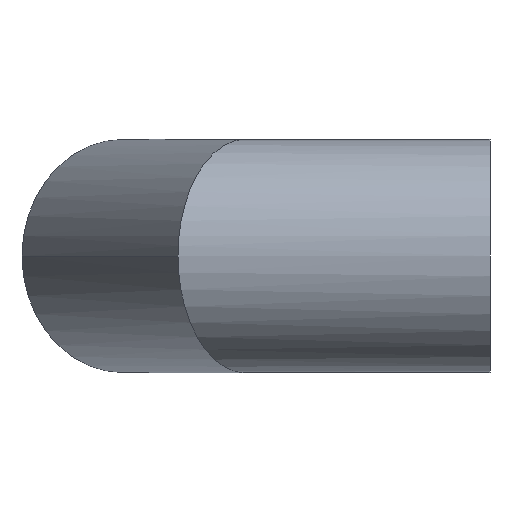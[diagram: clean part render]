
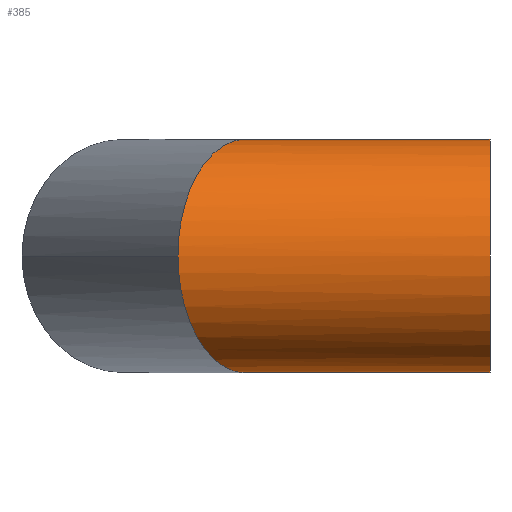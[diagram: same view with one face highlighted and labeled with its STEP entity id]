
A CAD part, left-side view. The second image highlights one B-rep face of the part: STEP entity #385.
In plain terms, the highlighted cylindrical face has radius 80 mm (diameter 160 mm), a partial arc.
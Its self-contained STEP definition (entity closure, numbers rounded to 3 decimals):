
#1 = CARTESIAN_POINT ( 'NONE',  ( 0., 0., 80. ) ) ;
#29 = EDGE_CURVE ( 'NONE', #134, #323, #72, .T. ) ;
#38 = VECTOR ( 'NONE', #101, 1000. ) ;
#43 = ORIENTED_EDGE ( 'NONE', *, *, #29, .T. ) ;
#51 = CARTESIAN_POINT ( 'NONE',  ( 0., 0., -80. ) ) ;
#56 = CARTESIAN_POINT ( 'NONE',  ( -80., 214.188, 0. ) ) ;
#72 = CIRCLE ( 'NONE', #360, 80. ) ;
#74 = CARTESIAN_POINT ( 'NONE',  ( 0., 0., 0. ) ) ;
#77 = CARTESIAN_POINT ( 'NONE',  ( -80., 214.188, 0. ) ) ;
#83 = DIRECTION ( 'NONE',  ( 0., 1., 0. ) ) ;
#90 = EDGE_LOOP ( 'NONE', ( #103, #43, #288, #352, #388 ) ) ;
#94 =( BOUNDED_CURVE ( )  B_SPLINE_CURVE ( 3, ( #329, #193, #372, #77 ),
 .UNSPECIFIED., .F., .F. ) 
 B_SPLINE_CURVE_WITH_KNOTS ( ( 4, 4 ),
 ( 4.712, 6.283 ),
 .UNSPECIFIED. ) 
 CURVE ( )  GEOMETRIC_REPRESENTATION_ITEM ( )  RATIONAL_B_SPLINE_CURVE ( ( 1., 0.805, 0.805, 1. ) ) 
 REPRESENTATION_ITEM ( '' )  );
#101 = DIRECTION ( 'NONE',  ( 0., 1., 0. ) ) ;
#103 = ORIENTED_EDGE ( 'NONE', *, *, #384, .F. ) ;
#119 = VERTEX_POINT ( 'NONE', #332 ) ;
#120 = CARTESIAN_POINT ( 'NONE',  ( -46.863, 195.056, -80. ) ) ;
#123 = VERTEX_POINT ( 'NONE', #281 ) ;
#134 = VERTEX_POINT ( 'NONE', #310 ) ;
#156 = EDGE_CURVE ( 'NONE', #353, #119, #94, .T. ) ;
#158 = AXIS2_PLACEMENT_3D ( 'NONE', #226, #83, #174 ) ;
#169 = LINE ( 'NONE', #1, #38 ) ;
#174 = DIRECTION ( 'NONE',  ( 0., 0., 1. ) ) ;
#190 = DIRECTION ( 'NONE',  ( 0., 0., 1. ) ) ;
#192 = VECTOR ( 'NONE', #376, 1000. ) ;
#193 = CARTESIAN_POINT ( 'NONE',  ( -46.863, 195.056, 80. ) ) ;
#206 =( BOUNDED_CURVE ( )  B_SPLINE_CURVE ( 3, ( #56, #314, #120, #227 ),
 .UNSPECIFIED., .F., .F. ) 
 B_SPLINE_CURVE_WITH_KNOTS ( ( 4, 4 ),
 ( 0., 1.571 ),
 .UNSPECIFIED. ) 
 CURVE ( )  GEOMETRIC_REPRESENTATION_ITEM ( )  RATIONAL_B_SPLINE_CURVE ( ( 1., 0.805, 0.805, 1. ) ) 
 REPRESENTATION_ITEM ( '' )  );
#221 = DIRECTION ( 'NONE',  ( 0., 1., 0. ) ) ;
#226 = CARTESIAN_POINT ( 'NONE',  ( 0., 0., 0. ) ) ;
#227 = CARTESIAN_POINT ( 'NONE',  ( 0., 168., -80. ) ) ;
#229 = FACE_OUTER_BOUND ( 'NONE', #90, .T. ) ;
#281 = CARTESIAN_POINT ( 'NONE',  ( 0., 168., -80. ) ) ;
#288 = ORIENTED_EDGE ( 'NONE', *, *, #302, .T. ) ;
#302 = EDGE_CURVE ( 'NONE', #323, #353, #169, .T. ) ;
#310 = CARTESIAN_POINT ( 'NONE',  ( 0., 0., -80. ) ) ;
#314 = CARTESIAN_POINT ( 'NONE',  ( -80., 214.188, -46.863 ) ) ;
#319 = CYLINDRICAL_SURFACE ( 'NONE', #158, 80. ) ;
#323 = VERTEX_POINT ( 'NONE', #380 ) ;
#329 = CARTESIAN_POINT ( 'NONE',  ( 0., 168., 80. ) ) ;
#331 = EDGE_CURVE ( 'NONE', #119, #123, #206, .T. ) ;
#332 = CARTESIAN_POINT ( 'NONE',  ( -80., 214.188, 0. ) ) ;
#352 = ORIENTED_EDGE ( 'NONE', *, *, #156, .T. ) ;
#353 = VERTEX_POINT ( 'NONE', #374 ) ;
#360 = AXIS2_PLACEMENT_3D ( 'NONE', #74, #221, #190 ) ;
#372 = CARTESIAN_POINT ( 'NONE',  ( -80., 214.188, 46.863 ) ) ;
#373 = LINE ( 'NONE', #51, #192 ) ;
#374 = CARTESIAN_POINT ( 'NONE',  ( 0., 168., 80. ) ) ;
#376 = DIRECTION ( 'NONE',  ( 0., 1., 0. ) ) ;
#380 = CARTESIAN_POINT ( 'NONE',  ( 0., 0., 80. ) ) ;
#384 = EDGE_CURVE ( 'NONE', #134, #123, #373, .T. ) ;
#385 = ADVANCED_FACE ( 'NONE', ( #229 ), #319, .T. ) ;
#388 = ORIENTED_EDGE ( 'NONE', *, *, #331, .T. ) ;
